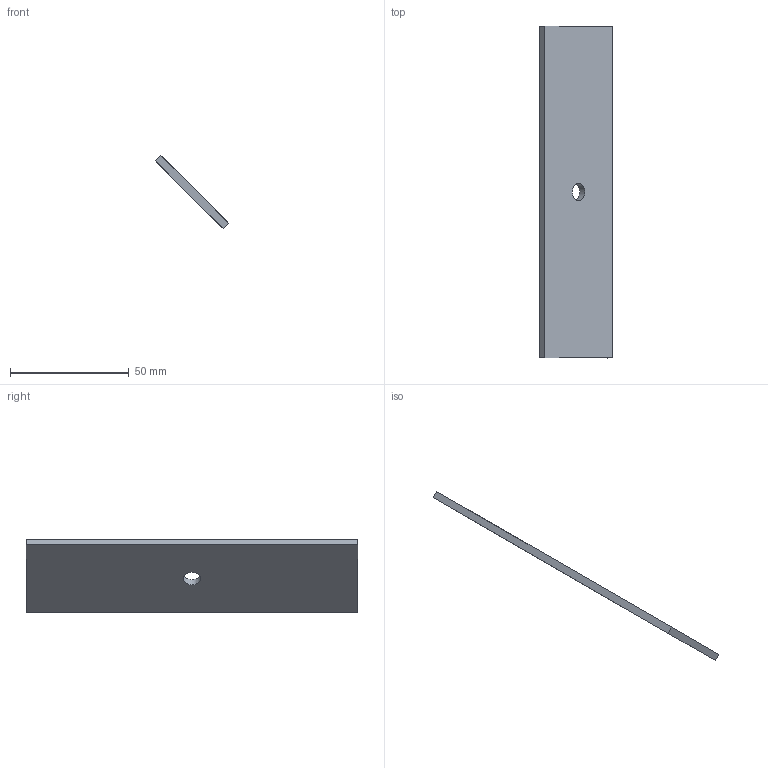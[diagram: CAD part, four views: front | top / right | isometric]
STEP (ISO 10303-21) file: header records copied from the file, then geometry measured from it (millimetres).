
FILE_DESCRIPTION(/* description */ (''),/* implementation_level */ '2;1');
FILE_NAME(/* name */ 'Camera Face.step',/* time_stamp */ '2025-11-19T20:36:52-08:00',/* author */ (''),/* organization */ (''),/* preprocessor_version */ 'ST-DEVELOPER v20.1',/* originating_system */ 'Autodesk Translation Framework v14.21.0.0',/* authorisation */ '');
FILE_SCHEMA (('AUTOMOTIVE_DESIGN { 1 0 10303 214 3 1 1 }'));
Length unit declared in the file: millimetre
Products named in the file (3): Camera Face; Camera Face (1); Camera Face (2)
Assembly tree (2 placements, depth 3):
  Camera Face
    Camera Face (1)
      Camera Face (2)
Bounding box: 30.41 x 140 x 30.41 mm (x, y, z)
Volume: 16667.5 mm3; surface area: 12262.3 mm2
Topology: 1 solids, 1 shells, 7 faces, 15 edges, 10 vertices
Faces by surface type: plane 6, cylinder 1
Full cylindrical faces by diameter (mm): 7.5 x1
Entity records: 268 total; most frequent: DIRECTION 41, CARTESIAN_POINT 37, ORIENTED_EDGE 30, EDGE_CURVE 15, AXIS2_PLACEMENT_3D 14, LINE 13, VECTOR 13, VERTEX_POINT 10
